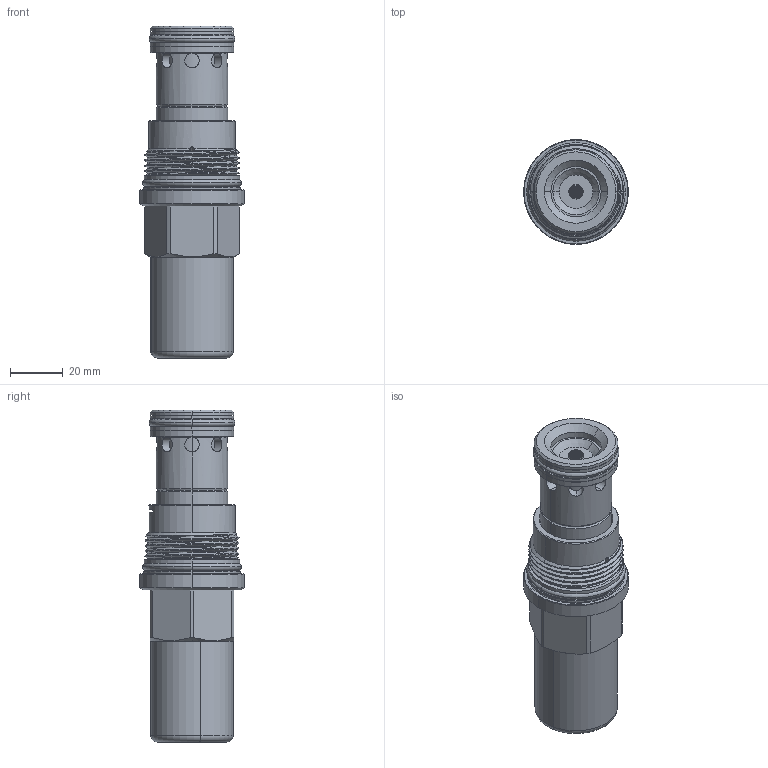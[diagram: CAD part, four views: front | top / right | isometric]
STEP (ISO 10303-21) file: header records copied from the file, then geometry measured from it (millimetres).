
FILE_DESCRIPTION (( 'STEP AP203' ), '1' );
FILE_NAME ('RQ16A20-C.STEP', '2020-03-24T02:31:08', ( '' ), ( '' ), 'SwSTEP 2.0', 'SolidWorks 2018', '' );
FILE_SCHEMA (( 'CONFIG_CONTROL_DESIGN' ));
Length unit declared in the file: millimetre
Products named in the file (1): RQ16A20-C
Bounding box: 39.67 x 39.67 x 125.59 mm (x, y, z)
Volume: 83835.6 mm3; surface area: 28861.6 mm2
Topology: 9 solids, 11 shells, 782 faces, 2102 edges, 1329 vertices
Faces by surface type: cylinder 564, torus 71, cone 67, plane 66, bspline 10, sphere 4
Entity records: 56423 total; most frequent: CARTESIAN_POINT 37731, ORIENTED_EDGE 4196, DIRECTION 3113, EDGE_CURVE 2098, VERTEX_POINT 1329, AXIS2_PLACEMENT_3D 1217, EDGE_LOOP 1189, B_SPLINE_CURVE_WITH_KNOTS 904
